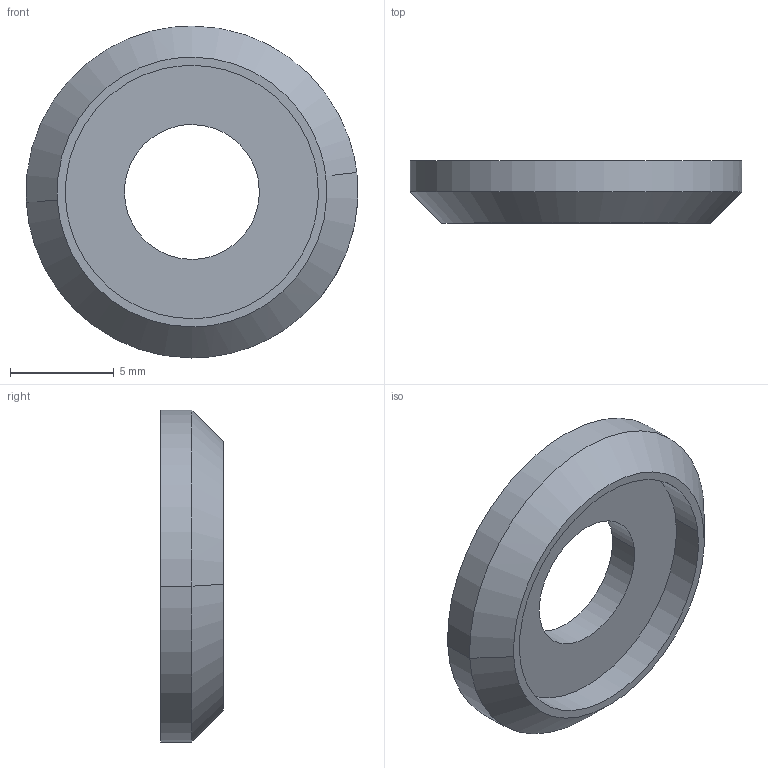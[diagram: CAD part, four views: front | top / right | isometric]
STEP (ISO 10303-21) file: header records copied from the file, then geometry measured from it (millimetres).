
FILE_DESCRIPTION((''),'2;1');
FILE_NAME('','2005-10-12T14:40:04',(''),(''),'','CADfix','');
FILE_SCHEMA(('AUTOMOTIVE_DESIGN'));
Length unit declared in the file: millimetre
Products named in the file (1): facing ring
Bounding box: 15.98 x 3 x 16 mm (x, y, z)
Volume: 325.7 mm3; surface area: 527.7 mm2
Topology: 1 solids, 1 shells, 11 faces, 37 edges, 29 vertices
Faces by surface type: bspline 11
Entity records: 481 total; most frequent: CARTESIAN_POINT 269, ORIENTED_EDGE 74, EDGE_CURVE 37, VERTEX_POINT 29, EDGE_LOOP 14, FACE_OUTER_BOUND 11, ADVANCED_FACE 11, QUASI_UNIFORM_CURVE 8
